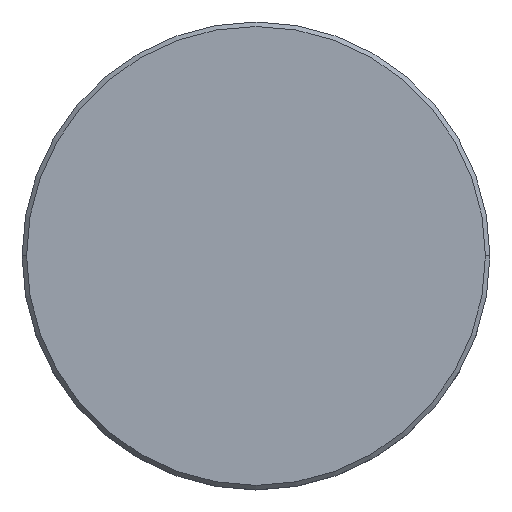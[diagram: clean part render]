
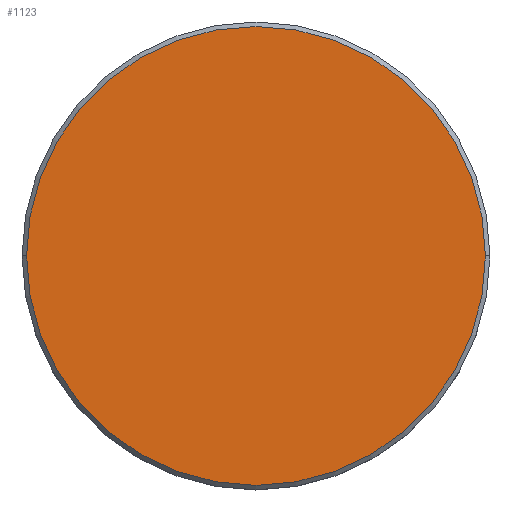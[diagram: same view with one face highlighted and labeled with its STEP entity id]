
A CAD part, top view. The second image highlights one B-rep face of the part: STEP entity #1123.
In plain terms, the highlighted planar face has unit normal (0, 0, 1).
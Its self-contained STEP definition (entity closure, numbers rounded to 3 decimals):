
#162 = DIRECTION ( 'NONE',  ( 0., 0., 1. ) ) ;
#167 = CARTESIAN_POINT ( 'NONE',  ( -25.5, 0., 0. ) ) ;
#217 = CARTESIAN_POINT ( 'NONE',  ( 25.5, 0., 0. ) ) ;
#241 = AXIS2_PLACEMENT_3D ( 'NONE', #873, #162, #1161 ) ;
#277 = DIRECTION ( 'NONE',  ( 1., 0., 0. ) ) ;
#363 = VERTEX_POINT ( 'NONE', #167 ) ;
#376 = ORIENTED_EDGE ( 'NONE', *, *, #479, .T. ) ;
#404 = ORIENTED_EDGE ( 'NONE', *, *, #557, .T. ) ;
#422 = EDGE_LOOP ( 'NONE', ( #404, #376 ) ) ;
#462 = CARTESIAN_POINT ( 'NONE',  ( 0., 0., 0. ) ) ;
#479 = EDGE_CURVE ( 'NONE', #681, #363, #544, .T. ) ;
#504 = FACE_OUTER_BOUND ( 'NONE', #422, .T. ) ;
#544 = CIRCLE ( 'NONE', #866, 25.5 ) ;
#557 = EDGE_CURVE ( 'NONE', #363, #681, #887, .T. ) ;
#661 = DIRECTION ( 'NONE',  ( 0., 0., 1. ) ) ;
#671 = DIRECTION ( 'NONE',  ( 1., 0., 0. ) ) ;
#681 = VERTEX_POINT ( 'NONE', #217 ) ;
#866 = AXIS2_PLACEMENT_3D ( 'NONE', #1081, #1088, #277 ) ;
#873 = CARTESIAN_POINT ( 'NONE',  ( 0., 0., 0. ) ) ;
#887 = CIRCLE ( 'NONE', #1127, 25.5 ) ;
#1058 = PLANE ( 'NONE',  #241 ) ;
#1081 = CARTESIAN_POINT ( 'NONE',  ( 0., 0., 0. ) ) ;
#1088 = DIRECTION ( 'NONE',  ( 0., 0., 1. ) ) ;
#1123 = ADVANCED_FACE ( 'NONE', ( #504 ), #1058, .T. ) ;
#1127 = AXIS2_PLACEMENT_3D ( 'NONE', #462, #661, #671 ) ;
#1161 = DIRECTION ( 'NONE',  ( 1., 0., 0. ) ) ;
